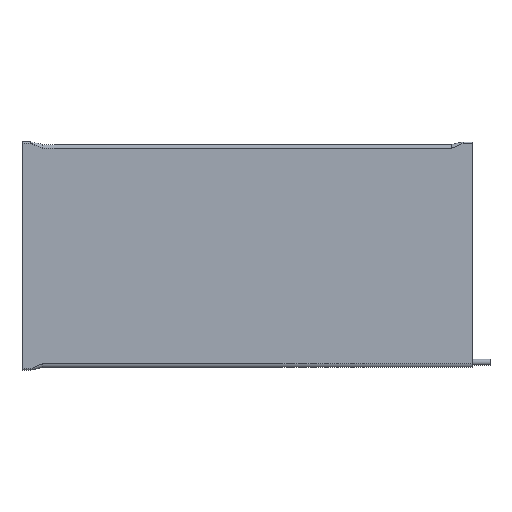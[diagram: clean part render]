
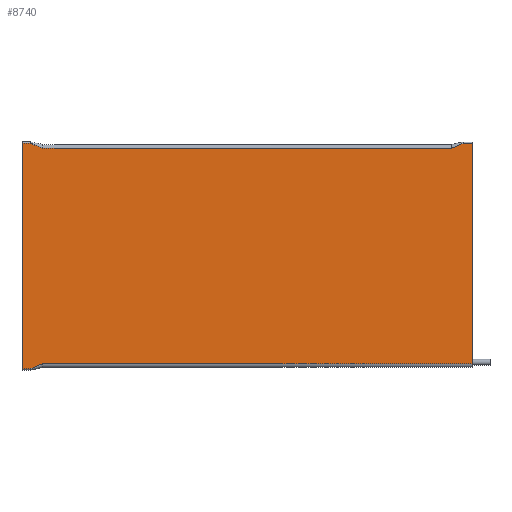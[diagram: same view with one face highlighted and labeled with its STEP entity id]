
A CAD part, front view. The second image highlights one B-rep face of the part: STEP entity #8740.
In plain terms, the highlighted planar face has unit normal (0, -1, 0).
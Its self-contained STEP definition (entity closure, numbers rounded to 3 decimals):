
#93 = ORIENTED_EDGE ( 'NONE', *, *, #12984, .T. ) ;
#184 = VECTOR ( 'NONE', #5998, 1000. ) ;
#240 = DIRECTION ( 'NONE',  ( 0.928, 0., 0.373 ) ) ;
#616 = VECTOR ( 'NONE', #7747, 1000. ) ;
#632 = EDGE_LOOP ( 'NONE', ( #9509, #3422, #9346, #12957, #11329, #9422, #4895, #93, #8322, #3532 ) ) ;
#925 = CARTESIAN_POINT ( 'NONE',  ( -75., 0., 0. ) ) ;
#1098 = CARTESIAN_POINT ( 'NONE',  ( 0., 0., 0. ) ) ;
#1206 = CARTESIAN_POINT ( 'NONE',  ( 75., 0., 37.5 ) ) ;
#1491 = EDGE_CURVE ( 'NONE', #8284, #13712, #7422, .T. ) ;
#1818 = EDGE_CURVE ( 'NONE', #12834, #10716, #13828, .T. ) ;
#2001 = CARTESIAN_POINT ( 'NONE',  ( 68., 0., -35.89 ) ) ;
#2147 = CARTESIAN_POINT ( 'NONE',  ( 68., 0., 35.89 ) ) ;
#2191 = CARTESIAN_POINT ( 'NONE',  ( 72., 0., 37.5 ) ) ;
#2236 = PLANE ( 'NONE',  #3561 ) ;
#2670 = VECTOR ( 'NONE', #240, 1000. ) ;
#2678 = VECTOR ( 'NONE', #6375, 1000. ) ;
#3203 = CARTESIAN_POINT ( 'NONE',  ( 0., 0., 37.5 ) ) ;
#3346 = LINE ( 'NONE', #3203, #6730 ) ;
#3365 = FACE_OUTER_BOUND ( 'NONE', #632, .T. ) ;
#3422 = ORIENTED_EDGE ( 'NONE', *, *, #1818, .T. ) ;
#3484 = EDGE_CURVE ( 'NONE', #6862, #3799, #9075, .T. ) ;
#3532 = ORIENTED_EDGE ( 'NONE', *, *, #9493, .T. ) ;
#3561 = AXIS2_PLACEMENT_3D ( 'NONE', #1098, #5569, #5424 ) ;
#3799 = VERTEX_POINT ( 'NONE', #6274 ) ;
#3946 = VECTOR ( 'NONE', #13180, 1000. ) ;
#4020 = CARTESIAN_POINT ( 'NONE',  ( -68., 0., 35.89 ) ) ;
#4041 = EDGE_CURVE ( 'NONE', #6236, #3799, #8376, .T. ) ;
#4090 = CARTESIAN_POINT ( 'NONE',  ( -68., 0., -35.89 ) ) ;
#4135 = CARTESIAN_POINT ( 'NONE',  ( 0., 0., -37.5 ) ) ;
#4696 = CARTESIAN_POINT ( 'NONE',  ( -70., 0., -36.695 ) ) ;
#4868 = LINE ( 'NONE', #7065, #184 ) ;
#4895 = ORIENTED_EDGE ( 'NONE', *, *, #11019, .F. ) ;
#5221 = EDGE_CURVE ( 'NONE', #10098, #12834, #7374, .T. ) ;
#5309 = LINE ( 'NONE', #10828, #2678 ) ;
#5424 = DIRECTION ( 'NONE',  ( 0., 0., -1. ) ) ;
#5569 = DIRECTION ( 'NONE',  ( 0., -1., 0. ) ) ;
#5845 = CARTESIAN_POINT ( 'NONE',  ( -75., 0., -37.5 ) ) ;
#5998 = DIRECTION ( 'NONE',  ( -1., 0., 0. ) ) ;
#6081 = CARTESIAN_POINT ( 'NONE',  ( -72., 0., 37.5 ) ) ;
#6236 = VERTEX_POINT ( 'NONE', #4090 ) ;
#6274 = CARTESIAN_POINT ( 'NONE',  ( 75., 0., -35.89 ) ) ;
#6375 = DIRECTION ( 'NONE',  ( -1., 0., 0. ) ) ;
#6730 = VECTOR ( 'NONE', #7528, 1000. ) ;
#6862 = VERTEX_POINT ( 'NONE', #1206 ) ;
#7065 = CARTESIAN_POINT ( 'NONE',  ( 0., 0., 37.5 ) ) ;
#7138 = VECTOR ( 'NONE', #13448, 1000. ) ;
#7374 = LINE ( 'NONE', #925, #9189 ) ;
#7422 = LINE ( 'NONE', #10664, #10500 ) ;
#7458 = DIRECTION ( 'NONE',  ( 1., 0., 0. ) ) ;
#7528 = DIRECTION ( 'NONE',  ( -1., 0., 0. ) ) ;
#7747 = DIRECTION ( 'NONE',  ( -0.928, 0., -0.373 ) ) ;
#8284 = VERTEX_POINT ( 'NONE', #6081 ) ;
#8322 = ORIENTED_EDGE ( 'NONE', *, *, #1491, .F. ) ;
#8376 = LINE ( 'NONE', #2001, #10080 ) ;
#8740 = ADVANCED_FACE ( 'NONE', ( #3365 ), #2236, .T. ) ;
#8896 = CARTESIAN_POINT ( 'NONE',  ( -72., 0., -37.5 ) ) ;
#9068 = EDGE_CURVE ( 'NONE', #6862, #12439, #3346, .T. ) ;
#9075 = LINE ( 'NONE', #11191, #7138 ) ;
#9102 = EDGE_CURVE ( 'NONE', #6236, #10716, #11130, .T. ) ;
#9169 = CARTESIAN_POINT ( 'NONE',  ( 68., 0., 35.89 ) ) ;
#9189 = VECTOR ( 'NONE', #13876, 1000. ) ;
#9346 = ORIENTED_EDGE ( 'NONE', *, *, #9102, .F. ) ;
#9422 = ORIENTED_EDGE ( 'NONE', *, *, #9068, .T. ) ;
#9493 = EDGE_CURVE ( 'NONE', #8284, #10098, #4868, .T. ) ;
#9509 = ORIENTED_EDGE ( 'NONE', *, *, #5221, .T. ) ;
#9773 = VERTEX_POINT ( 'NONE', #9169 ) ;
#10080 = VECTOR ( 'NONE', #7458, 1000. ) ;
#10098 = VERTEX_POINT ( 'NONE', #13172 ) ;
#10500 = VECTOR ( 'NONE', #13778, 1000. ) ;
#10664 = CARTESIAN_POINT ( 'NONE',  ( -70., 0., 36.695 ) ) ;
#10716 = VERTEX_POINT ( 'NONE', #8896 ) ;
#10828 = CARTESIAN_POINT ( 'NONE',  ( -68., 0., 35.89 ) ) ;
#11019 = EDGE_CURVE ( 'NONE', #9773, #12439, #11905, .T. ) ;
#11130 = LINE ( 'NONE', #4696, #616 ) ;
#11191 = CARTESIAN_POINT ( 'NONE',  ( 75., 0., -33.64 ) ) ;
#11329 = ORIENTED_EDGE ( 'NONE', *, *, #3484, .F. ) ;
#11905 = LINE ( 'NONE', #2147, #2670 ) ;
#12439 = VERTEX_POINT ( 'NONE', #2191 ) ;
#12834 = VERTEX_POINT ( 'NONE', #5845 ) ;
#12957 = ORIENTED_EDGE ( 'NONE', *, *, #4041, .T. ) ;
#12984 = EDGE_CURVE ( 'NONE', #9773, #13712, #5309, .T. ) ;
#13172 = CARTESIAN_POINT ( 'NONE',  ( -75., 0., 37.5 ) ) ;
#13180 = DIRECTION ( 'NONE',  ( 1., 0., 0. ) ) ;
#13448 = DIRECTION ( 'NONE',  ( 0., 0., -1. ) ) ;
#13712 = VERTEX_POINT ( 'NONE', #4020 ) ;
#13778 = DIRECTION ( 'NONE',  ( 0.928, 0., -0.373 ) ) ;
#13828 = LINE ( 'NONE', #4135, #3946 ) ;
#13876 = DIRECTION ( 'NONE',  ( 0., 0., -1. ) ) ;
